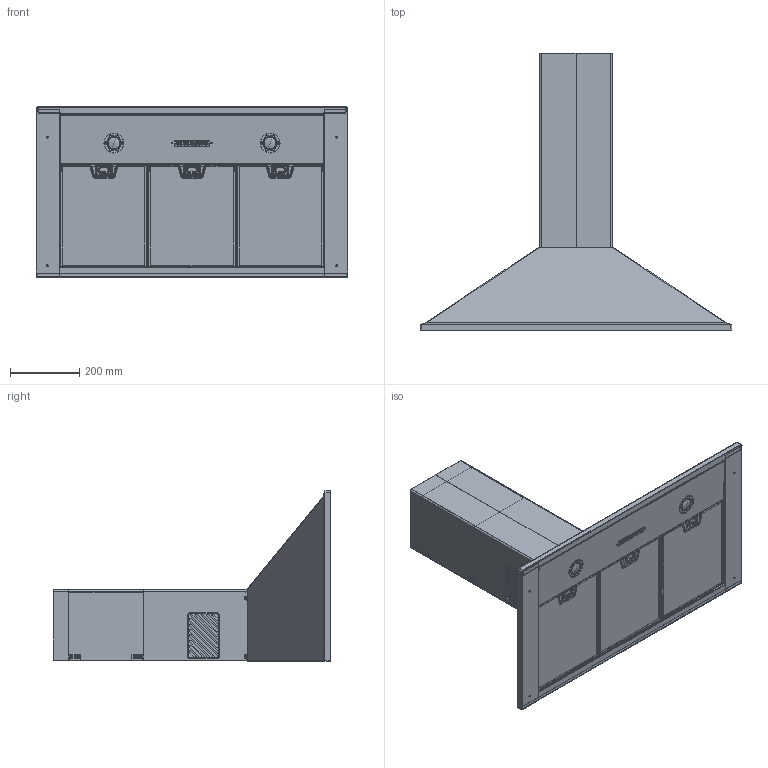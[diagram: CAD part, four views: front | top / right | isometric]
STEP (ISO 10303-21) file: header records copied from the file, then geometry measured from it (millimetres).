
FILE_DESCRIPTION((''),'2;1');
FILE_NAME('A27_752_ASM','2017-04-12T',('CF984'),(''),'PRO/ENGINEER BY PARAMETRIC TECHNOLOGY CORPORATION, 2014200','PRO/ENGINEER BY PARAMETRIC TECHNOLOGY CORPORATION, 2014200','');
FILE_SCHEMA(('CONFIG_CONTROL_DESIGN'));
Products named in the file (33): A27_TOP_SCHEL; A27_004; A27_002_AF0; A27_006_90; A27_710_90_ASM; A27_055; 350_024; CME_FARETTO-SOLO; ASS_FARETTO_ASM; 243_060; 281_027; 281_026; 206_059; 281_706_ASM; 243_061; 243_063; 24_091; 243_714_ASM; A27_013; A27_016; A27_019; A27_020; 241_054; 241_055; 241_026_ASM_ASM; 241_028; 26_036; A27_715_ASM; 243_187; K21_011; K21_716_ASM; A27_742_ASM; A27_752_ASM
Assembly tree (38 placements, depth 5):
  A27_752_ASM
    A27_742_ASM
      A27_710_90_ASM
        A27_TOP_SCHEL
        A27_004
        A27_002_AF0
        A27_006_90
      A27_055
      ASS_FARETTO_ASM  x2
        350_024
        CME_FARETTO-SOLO
      243_714_ASM  x3
        243_060
        281_706_ASM
          281_027
          281_026
          206_059  x2
        243_061
        243_063
        24_091
      A27_013
      A27_715_ASM
        A27_016
        A27_019
        A27_020  x2
        241_026_ASM_ASM
          241_054
          241_055
        241_028
        26_036  x2
      243_187
      K21_716_ASM
        K21_011
Bounding box: 898 x 800 x 490.09 mm (x, y, z)
Volume: 2614164.4 mm3; surface area: 4526365.6 mm2
Topology: 45 solids, 45 shells, 6459 faces, 15635 edges, 9316 vertices
Faces by surface type: plane 3394, cylinder 1630, torus 532, bspline 503, cone 303, sphere 97
Entity records: 176182 total; most frequent: CARTESIAN_POINT 55153, DIRECTION 25121, ORIENTED_EDGE 25098, EDGE_CURVE 12549, AXIS2_PLACEMENT_3D 8709, VECTOR 7703, LINE 7703, VERTEX_POINT 7497
